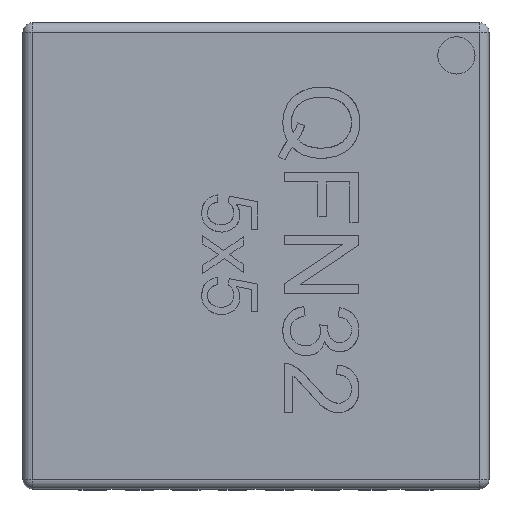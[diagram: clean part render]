
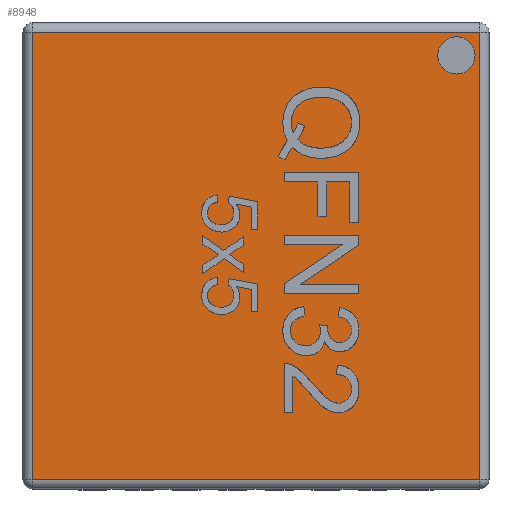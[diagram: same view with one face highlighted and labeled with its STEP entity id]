
A CAD part, top view. The second image highlights one B-rep face of the part: STEP entity #8948.
In plain terms, the highlighted planar face has unit normal (0, 0, 1).
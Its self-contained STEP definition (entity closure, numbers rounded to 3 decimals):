
#8889=CARTESIAN_POINT('',(-2.5,-2.5,1.05));
#8890=DIRECTION('',(0.,0.,1.));
#8891=DIRECTION('',(1.,0.,0.));
#8892=AXIS2_PLACEMENT_3D('',#8889,#8890,#8891);
#8893=PLANE('',#8892);
#8894=CARTESIAN_POINT('',(1.95,2.15,1.05));
#8895=VERTEX_POINT('',#8894);
#8896=CARTESIAN_POINT('',(2.35,2.15,1.05));
#8897=VERTEX_POINT('',#8896);
#8898=CARTESIAN_POINT('',(2.15,2.15,1.05));
#8899=DIRECTION('',(0.,0.,1.));
#8900=DIRECTION('',(1.,0.,-0.));
#8901=AXIS2_PLACEMENT_3D('',#8898,#8899,#8900);
#8902=CIRCLE('',#8901,0.2);
#8903=EDGE_CURVE('',#8895,#8897,#8902,.T.);
#8904=ORIENTED_EDGE('',*,*,#8903,.F.);
#8905=CARTESIAN_POINT('',(2.15,2.15,1.05));
#8906=DIRECTION('',(0.,0.,1.));
#8907=DIRECTION('',(1.,0.,-0.));
#8908=AXIS2_PLACEMENT_3D('',#8905,#8906,#8907);
#8909=CIRCLE('',#8908,0.2);
#8910=EDGE_CURVE('',#8897,#8895,#8909,.T.);
#8911=ORIENTED_EDGE('',*,*,#8910,.F.);
#8912=EDGE_LOOP('',(#8904,#8911));
#8913=FACE_BOUND('',#8912,.T.);
#8914=CARTESIAN_POINT('',(-2.4,-2.4,1.05));
#8915=VERTEX_POINT('',#8914);
#8916=CARTESIAN_POINT('',(2.4,-2.4,1.05));
#8917=VERTEX_POINT('',#8916);
#8918=CARTESIAN_POINT('',(-2.4,-2.4,1.05));
#8919=DIRECTION('',(1.,0.,-0.));
#8920=VECTOR('',#8919,4.8);
#8921=LINE('',#8918,#8920);
#8922=EDGE_CURVE('',#8915,#8917,#8921,.T.);
#8923=ORIENTED_EDGE('',*,*,#8922,.T.);
#8924=CARTESIAN_POINT('',(2.4,2.4,1.05));
#8925=VERTEX_POINT('',#8924);
#8926=CARTESIAN_POINT('',(2.4,-2.4,1.05));
#8927=DIRECTION('',(0.,1.,0.));
#8928=VECTOR('',#8927,4.8);
#8929=LINE('',#8926,#8928);
#8930=EDGE_CURVE('',#8917,#8925,#8929,.T.);
#8931=ORIENTED_EDGE('',*,*,#8930,.T.);
#8932=CARTESIAN_POINT('',(-2.4,2.4,1.05));
#8933=VERTEX_POINT('',#8932);
#8934=CARTESIAN_POINT('',(2.4,2.4,1.05));
#8935=DIRECTION('',(-1.,0.,0.));
#8936=VECTOR('',#8935,4.8);
#8937=LINE('',#8934,#8936);
#8938=EDGE_CURVE('',#8925,#8933,#8937,.T.);
#8939=ORIENTED_EDGE('',*,*,#8938,.T.);
#8940=CARTESIAN_POINT('',(-2.4,2.4,1.05));
#8941=DIRECTION('',(0.,-1.,0.));
#8942=VECTOR('',#8941,4.8);
#8943=LINE('',#8940,#8942);
#8944=EDGE_CURVE('',#8933,#8915,#8943,.T.);
#8945=ORIENTED_EDGE('',*,*,#8944,.T.);
#8946=EDGE_LOOP('',(#8923,#8931,#8939,#8945));
#8947=FACE_BOUND('',#8946,.T.);
#8948=ADVANCED_FACE('',(#8913,#8947),#8893,.T.);
